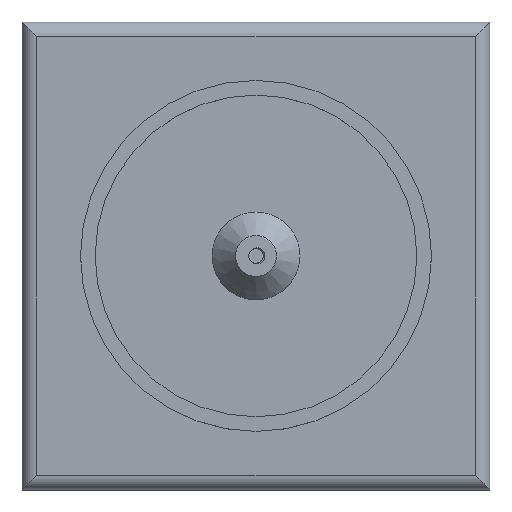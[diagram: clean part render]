
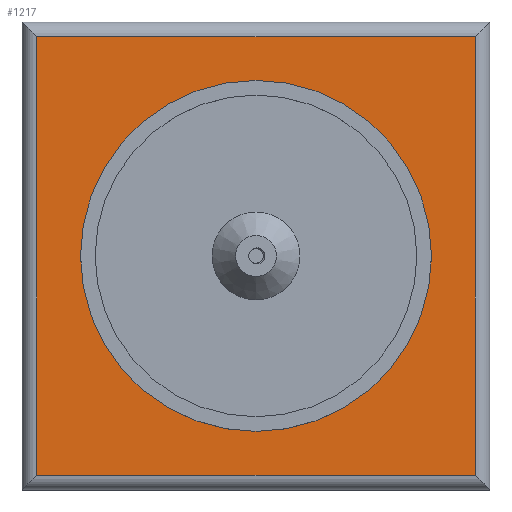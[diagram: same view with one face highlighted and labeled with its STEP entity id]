
A CAD part, top view. The second image highlights one B-rep face of the part: STEP entity #1217.
In plain terms, the highlighted planar face has unit normal (0, 0, 1).
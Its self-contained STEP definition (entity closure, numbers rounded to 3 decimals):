
#30=FACE_BOUND('',#196,.T.);
#63=PLANE('',#1308);
#127=FACE_OUTER_BOUND('',#195,.T.);
#195=EDGE_LOOP('',(#1114,#1115,#1116,#1117));
#196=EDGE_LOOP('',(#1118));
#208=CIRCLE('',#1297,60.);
#361=LINE('',#3453,#475);
#362=LINE('',#3458,#476);
#365=LINE('',#3465,#479);
#367=LINE('',#3469,#481);
#475=VECTOR('',#1549,10.);
#476=VECTOR('',#1556,10.);
#479=VECTOR('',#1563,10.);
#481=VECTOR('',#1569,10.);
#592=VERTEX_POINT('',#3447);
#593=VERTEX_POINT('',#3451);
#594=VERTEX_POINT('',#3452);
#595=VERTEX_POINT('',#3457);
#597=VERTEX_POINT('',#3464);
#760=EDGE_CURVE('',#592,#592,#208,.T.);
#761=EDGE_CURVE('',#593,#594,#361,.T.);
#764=EDGE_CURVE('',#594,#595,#362,.T.);
#768=EDGE_CURVE('',#595,#597,#365,.T.);
#771=EDGE_CURVE('',#597,#593,#367,.T.);
#1114=ORIENTED_EDGE('',*,*,#761,.F.);
#1115=ORIENTED_EDGE('',*,*,#771,.F.);
#1116=ORIENTED_EDGE('',*,*,#768,.F.);
#1117=ORIENTED_EDGE('',*,*,#764,.F.);
#1118=ORIENTED_EDGE('',*,*,#760,.T.);
#1217=ADVANCED_FACE('',(#127,#30),#63,.T.);
#1297=AXIS2_PLACEMENT_3D('',#3449,#1545,#1546);
#1308=AXIS2_PLACEMENT_3D('',#3476,#1577,#1578);
#1545=DIRECTION('center_axis',(0.,0.,-1.));
#1546=DIRECTION('ref_axis',(0.,1.,0.));
#1549=DIRECTION('',(0.,-1.,0.));
#1556=DIRECTION('',(-1.,0.,0.));
#1563=DIRECTION('',(0.,1.,0.));
#1569=DIRECTION('',(1.,0.,0.));
#1577=DIRECTION('center_axis',(0.,0.,1.));
#1578=DIRECTION('ref_axis',(-1.,0.,0.));
#3447=CARTESIAN_POINT('',(5.,-60.,20.));
#3449=CARTESIAN_POINT('Origin',(5.,0.,20.));
#3451=CARTESIAN_POINT('',(80.,75.,20.));
#3452=CARTESIAN_POINT('',(80.,-75.,20.));
#3453=CARTESIAN_POINT('',(80.,40.,20.));
#3457=CARTESIAN_POINT('',(-70.,-75.,20.));
#3458=CARTESIAN_POINT('',(45.,-75.,20.));
#3464=CARTESIAN_POINT('',(-70.,75.,20.));
#3465=CARTESIAN_POINT('',(-70.,-40.,20.));
#3469=CARTESIAN_POINT('',(-35.,75.,20.));
#3476=CARTESIAN_POINT('Origin',(5.,0.,20.));
